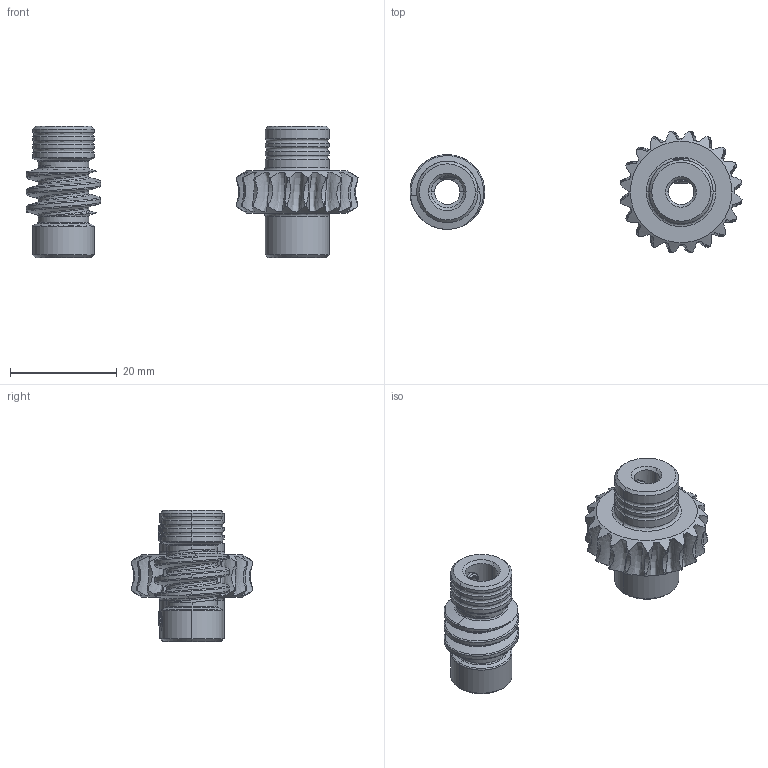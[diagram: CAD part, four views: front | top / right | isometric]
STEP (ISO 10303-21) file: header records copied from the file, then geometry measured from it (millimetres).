
FILE_DESCRIPTION (( 'STEP AP214' ), '1' );
FILE_NAME ('39901_TXM-20 to 1 Worm Gear.STEP', '2018-09-21T14:59:30', ( '' ), ( '' ), 'SwSTEP 2.0', 'SolidWorks 2016', '' );
FILE_SCHEMA (( 'AUTOMOTIVE_DESIGN' ));
Length unit declared in the file: millimetre
Products named in the file (7): Pitsco Education-739901_X108012; Pitsco Education-739901_X108137_10 to 1 with 16mm CC 2 thread; Pitsco Education-739901_X108135; Pitsco Education-739901_X108011; Pitsco Education-739901_X108136; Pitsco Education-739901_X108138_10 to 1 with 16mm CC 1 thread; 39901_TXM-20 to 1 Worm Gear
Assembly tree (8 placements, depth 3):
  39901_TXM-20 to 1 Worm Gear
    Pitsco Education-739901_X108011
      Pitsco Education-739901_X108138_10 to 1 with 16mm CC 1 thread
      Pitsco Education-739901_X108136  x2
    Pitsco Education-739901_X108012
      Pitsco Education-739901_X108137_10 to 1 with 16mm CC 2 thread
      Pitsco Education-739901_X108135  x2
Bounding box: 62.22 x 22.82 x 24.6 mm (x, y, z)
Volume: 5869.7 mm3; surface area: 4791.4 mm2
Topology: 6 solids, 6 shells, 310 faces, 821 edges, 519 vertices
Faces by surface type: cylinder 117, bspline 86, cone 62, plane 45
Entity records: 32803 total; most frequent: CARTESIAN_POINT 24173, ORIENTED_EDGE 1338, DIRECTION 975, EDGE_CURVE 669, VERTEX_POINT 425, AXIS2_PLACEMENT_3D 421, EDGE_LOOP 272, UNCERTAINTY_MEASURE_WITH_UNIT 271
